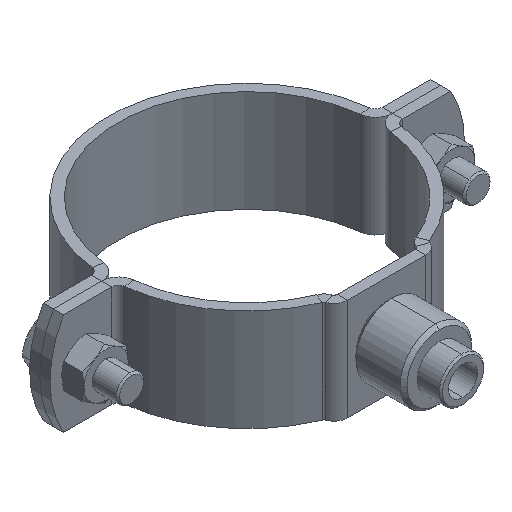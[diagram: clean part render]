
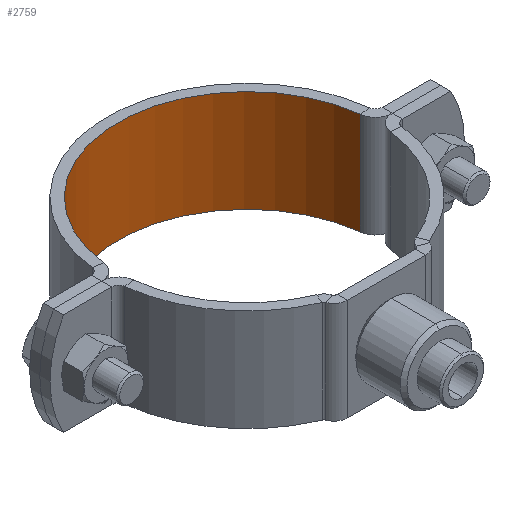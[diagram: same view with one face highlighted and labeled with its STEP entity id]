
A CAD part, isometric view. The second image highlights one B-rep face of the part: STEP entity #2759.
In plain terms, the highlighted cylindrical face has radius 38.05 mm (diameter 76.1 mm), a partial arc.
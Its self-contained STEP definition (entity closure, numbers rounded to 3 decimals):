
#63 = CARTESIAN_POINT ( 'NONE',  ( 0., 0., -15. ) ) ;
#524 = EDGE_LOOP ( 'NONE', ( #3647, #2991, #4500, #1292 ) ) ;
#526 = LINE ( 'NONE', #1217, #2833 ) ;
#633 = EDGE_CURVE ( 'NONE', #2711, #2676, #526, .T. ) ;
#1046 = DIRECTION ( 'NONE',  ( -1., 0., 0. ) ) ;
#1103 = CARTESIAN_POINT ( 'NONE',  ( -37.792, 4.419, -15. ) ) ;
#1217 = CARTESIAN_POINT ( 'NONE',  ( 37.792, 4.419, 15. ) ) ;
#1244 = CARTESIAN_POINT ( 'NONE',  ( 0., 0., 15. ) ) ;
#1292 = ORIENTED_EDGE ( 'NONE', *, *, #1750, .T. ) ;
#1341 = EDGE_CURVE ( 'NONE', #2711, #4168, #3820, .T. ) ;
#1505 = AXIS2_PLACEMENT_3D ( 'NONE', #1717, #2460, #1046 ) ;
#1571 = CARTESIAN_POINT ( 'NONE',  ( 37.792, 4.419, -15. ) ) ;
#1687 = DIRECTION ( 'NONE',  ( 1., 0., 0. ) ) ;
#1717 = CARTESIAN_POINT ( 'NONE',  ( 0., 0., 15. ) ) ;
#1730 = VERTEX_POINT ( 'NONE', #1103 ) ;
#1750 = EDGE_CURVE ( 'NONE', #4168, #1730, #1963, .T. ) ;
#1941 = CARTESIAN_POINT ( 'NONE',  ( 37.792, 4.419, 15. ) ) ;
#1963 = LINE ( 'NONE', #4269, #3827 ) ;
#2049 = CARTESIAN_POINT ( 'NONE',  ( -37.792, 4.419, 15. ) ) ;
#2145 = EDGE_CURVE ( 'NONE', #2676, #1730, #3600, .T. ) ;
#2407 = AXIS2_PLACEMENT_3D ( 'NONE', #1244, #3037, #1687 ) ;
#2460 = DIRECTION ( 'NONE',  ( 0., 0., 1. ) ) ;
#2676 = VERTEX_POINT ( 'NONE', #1571 ) ;
#2711 = VERTEX_POINT ( 'NONE', #1941 ) ;
#2715 = FACE_OUTER_BOUND ( 'NONE', #524, .T. ) ;
#2759 = ADVANCED_FACE ( 'NONE', ( #2715 ), #4488, .F. ) ;
#2833 = VECTOR ( 'NONE', #3713, 1000. ) ;
#2938 = AXIS2_PLACEMENT_3D ( 'NONE', #63, #3187, #3863 ) ;
#2991 = ORIENTED_EDGE ( 'NONE', *, *, #633, .F. ) ;
#3037 = DIRECTION ( 'NONE',  ( 0., 0., -1. ) ) ;
#3187 = DIRECTION ( 'NONE',  ( 0., 0., 1. ) ) ;
#3248 = DIRECTION ( 'NONE',  ( 0., 0., -1. ) ) ;
#3600 = CIRCLE ( 'NONE', #2938, 38.05 ) ;
#3647 = ORIENTED_EDGE ( 'NONE', *, *, #2145, .F. ) ;
#3713 = DIRECTION ( 'NONE',  ( 0., 0., -1. ) ) ;
#3820 = CIRCLE ( 'NONE', #1505, 38.05 ) ;
#3827 = VECTOR ( 'NONE', #3248, 1000. ) ;
#3863 = DIRECTION ( 'NONE',  ( -1., 0., 0. ) ) ;
#4168 = VERTEX_POINT ( 'NONE', #2049 ) ;
#4269 = CARTESIAN_POINT ( 'NONE',  ( -37.792, 4.419, 15. ) ) ;
#4488 = CYLINDRICAL_SURFACE ( 'NONE', #2407, 38.05 ) ;
#4500 = ORIENTED_EDGE ( 'NONE', *, *, #1341, .T. ) ;
